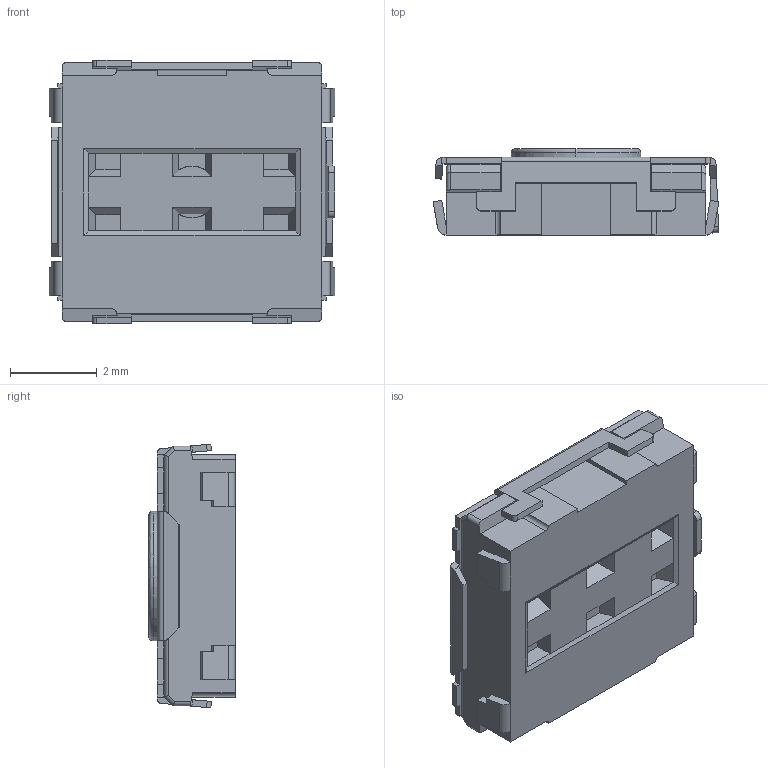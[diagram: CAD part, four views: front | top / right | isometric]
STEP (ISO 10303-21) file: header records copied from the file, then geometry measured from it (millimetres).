
FILE_DESCRIPTION(('FreeCAD Model'),'2;1');
FILE_NAME('Open CASCADE Shape Model','2021-01-23T15:54:32',( 'kicad StepUp'),('ksu MCAD'),'Open CASCADE STEP processor 7.3', 'FreeCAD','Unknown');
FILE_SCHEMA(('AUTOMOTIVE_DESIGN { 1 0 10303 214 1 1 1 1 }'));
Length unit declared in the file: millimetre
Products named in the file (1): EVQQ2-DHMSW2-01W
Bounding box: 6.6 x 2 x 6.1 mm (x, y, z)
Volume: 61.5 mm3; surface area: 185 mm2
Topology: 1 solids, 1 shells, 223 faces, 601 edges, 386 vertices
Faces by surface type: plane 174, cylinder 40, cone 7, bspline 2
Entity records: 7673 total; most frequent: CARTESIAN_POINT 1321, ORIENTED_EDGE 1202, DIRECTION 1089, EDGE_CURVE 601, LINE 501, VECTOR 501, VERTEX_POINT 386, AXIS2_PLACEMENT_3D 294
